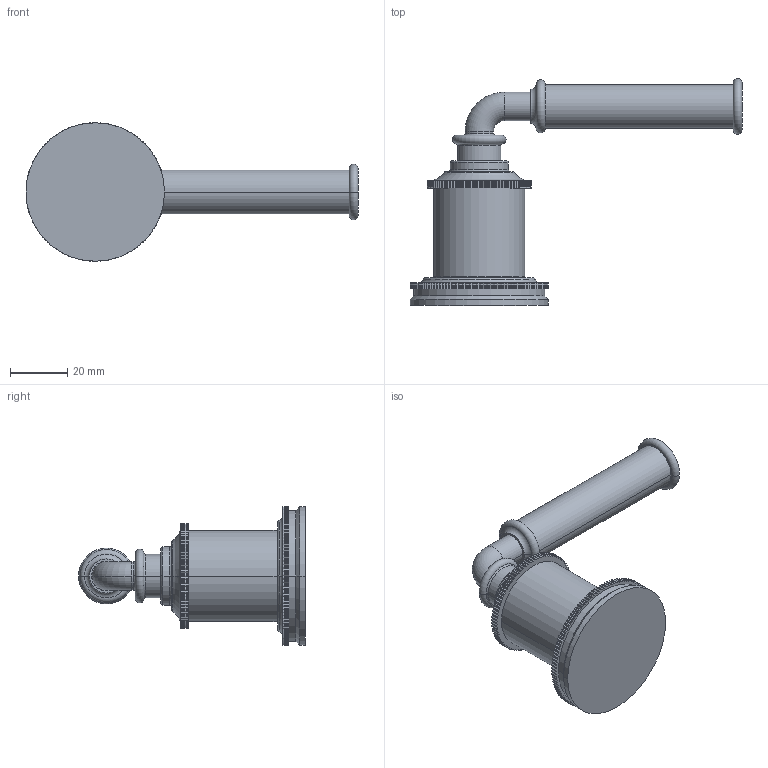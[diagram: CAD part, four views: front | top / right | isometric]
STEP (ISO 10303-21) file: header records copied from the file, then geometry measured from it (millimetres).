
FILE_DESCRIPTION((''),'2;1');
FILE_NAME('3-727','2022-05-27T10:33:47',('rsmith'),(''),'CREO PARAMETRIC BY PTC INC, 2019352','CREO PARAMETRIC BY PTC INC, 2019352','');
FILE_SCHEMA(('CONFIG_CONTROL_DESIGN'));
Length unit declared in the file: inch
Products named in the file (1): 3-727
Bounding box: 115.7 x 79.08 x 48.26 mm (x, y, z)
Volume: 63876.4 mm3; surface area: 14895.2 mm2
Topology: 1 solids, 1 shells, 695 faces, 2017 edges, 1336 vertices
Faces by surface type: plane 436, cylinder 231, torus 26, cone 2
Entity records: 22941 total; most frequent: CARTESIAN_POINT 4048, ORIENTED_EDGE 4034, DIRECTION 3925, EDGE_CURVE 2017, VECTOR 1499, LINE 1499, VERTEX_POINT 1336, AXIS2_PLACEMENT_3D 1213
